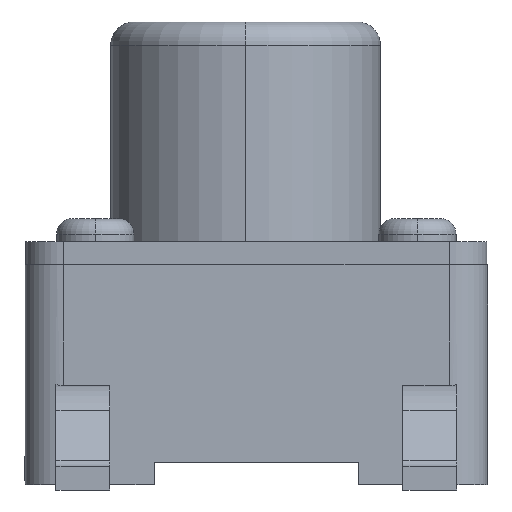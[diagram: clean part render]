
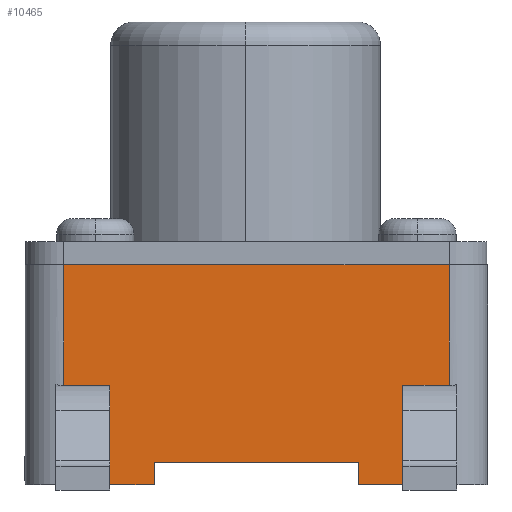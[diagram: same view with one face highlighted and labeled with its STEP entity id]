
A CAD part, left-side view. The second image highlights one B-rep face of the part: STEP entity #10465.
In plain terms, the highlighted planar face has unit normal (-1, 0, 0).
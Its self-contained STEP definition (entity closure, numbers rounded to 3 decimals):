
#10 = EDGE_CURVE ( 'NONE', #7900, #2183, #5631, .T. ) ;
#62 = LINE ( 'NONE', #1198, #3490 ) ;
#248 = DIRECTION ( 'NONE',  ( 0., 0., 1. ) ) ;
#311 = LINE ( 'NONE', #3691, #7016 ) ;
#421 = EDGE_CURVE ( 'NONE', #14855, #2205, #12029, .T. ) ;
#820 = LINE ( 'NONE', #6822, #13953 ) ;
#965 = EDGE_CURVE ( 'NONE', #1360, #5854, #2165, .T. ) ;
#1003 = DIRECTION ( 'NONE',  ( 0., -1., 0. ) ) ;
#1076 = CARTESIAN_POINT ( 'NONE',  ( -3., -1.327, 0. ) ) ;
#1142 = ORIENTED_EDGE ( 'NONE', *, *, #3570, .F. ) ;
#1198 = CARTESIAN_POINT ( 'NONE',  ( -3., 2.5, 2.85 ) ) ;
#1210 = ORIENTED_EDGE ( 'NONE', *, *, #14444, .F. ) ;
#1272 = CARTESIAN_POINT ( 'NONE',  ( -3., 1.327, 0.288 ) ) ;
#1277 = VERTEX_POINT ( 'NONE', #6926 ) ;
#1360 = VERTEX_POINT ( 'NONE', #10233 ) ;
#1424 = VECTOR ( 'NONE', #3883, 1000. ) ;
#1553 = ORIENTED_EDGE ( 'NONE', *, *, #3224, .F. ) ;
#2126 = AXIS2_PLACEMENT_3D ( 'NONE', #10116, #13663, #8810 ) ;
#2165 = LINE ( 'NONE', #11516, #8027 ) ;
#2181 = EDGE_CURVE ( 'NONE', #2368, #12113, #10683, .T. ) ;
#2183 = VERTEX_POINT ( 'NONE', #8455 ) ;
#2205 = VERTEX_POINT ( 'NONE', #13315 ) ;
#2368 = VERTEX_POINT ( 'NONE', #4700 ) ;
#2488 = LINE ( 'NONE', #2570, #12590 ) ;
#2527 = CARTESIAN_POINT ( 'NONE',  ( -3., 3., 0. ) ) ;
#2570 = CARTESIAN_POINT ( 'NONE',  ( -3., 2.6, 0.985 ) ) ;
#2576 = VERTEX_POINT ( 'NONE', #12310 ) ;
#2595 = LINE ( 'NONE', #7111, #10011 ) ;
#2885 = VECTOR ( 'NONE', #13043, 1000. ) ;
#2922 = ORIENTED_EDGE ( 'NONE', *, *, #421, .F. ) ;
#2955 = LINE ( 'NONE', #13481, #6571 ) ;
#3135 = PLANE ( 'NONE',  #2126 ) ;
#3224 = EDGE_CURVE ( 'NONE', #5034, #5474, #820, .T. ) ;
#3490 = VECTOR ( 'NONE', #13059, 1000. ) ;
#3570 = EDGE_CURVE ( 'NONE', #12113, #11275, #3996, .T. ) ;
#3691 = CARTESIAN_POINT ( 'NONE',  ( -3., 1.327, -0.288 ) ) ;
#3788 = LINE ( 'NONE', #6414, #6846 ) ;
#3883 = DIRECTION ( 'NONE',  ( 0., -1., 0. ) ) ;
#3990 = CARTESIAN_POINT ( 'NONE',  ( -3., 2.5, 0. ) ) ;
#3996 = LINE ( 'NONE', #8699, #5163 ) ;
#4009 = DIRECTION ( 'NONE',  ( 0., 0., 1. ) ) ;
#4112 = CARTESIAN_POINT ( 'NONE',  ( -3., -2.5, 1.291 ) ) ;
#4700 = CARTESIAN_POINT ( 'NONE',  ( -3., 1.9, 0.985 ) ) ;
#4780 = VECTOR ( 'NONE', #7247, 1000. ) ;
#4872 = CARTESIAN_POINT ( 'NONE',  ( -3., -2.5, 0.985 ) ) ;
#4906 = ORIENTED_EDGE ( 'NONE', *, *, #10, .T. ) ;
#4959 = LINE ( 'NONE', #6032, #2885 ) ;
#5034 = VERTEX_POINT ( 'NONE', #10943 ) ;
#5163 = VECTOR ( 'NONE', #11837, 1000. ) ;
#5474 = VERTEX_POINT ( 'NONE', #4872 ) ;
#5484 = CARTESIAN_POINT ( 'NONE',  ( -3., 1.9, 1.291 ) ) ;
#5628 = LINE ( 'NONE', #13633, #14627 ) ;
#5631 = LINE ( 'NONE', #2527, #7850 ) ;
#5854 = VERTEX_POINT ( 'NONE', #4112 ) ;
#5984 = CARTESIAN_POINT ( 'NONE',  ( -3., -1.327, 0.288 ) ) ;
#6032 = CARTESIAN_POINT ( 'NONE',  ( -3., -2.5, 2.85 ) ) ;
#6056 = DIRECTION ( 'NONE',  ( 0., 1., 0. ) ) ;
#6262 = ORIENTED_EDGE ( 'NONE', *, *, #12371, .F. ) ;
#6414 = CARTESIAN_POINT ( 'NONE',  ( -3., -1.327, -0.288 ) ) ;
#6571 = VECTOR ( 'NONE', #6692, 1000. ) ;
#6608 = ORIENTED_EDGE ( 'NONE', *, *, #2181, .F. ) ;
#6692 = DIRECTION ( 'NONE',  ( 0., 0., -1. ) ) ;
#6822 = CARTESIAN_POINT ( 'NONE',  ( -3., -2.6, 0.985 ) ) ;
#6846 = VECTOR ( 'NONE', #4009, 1000. ) ;
#6926 = CARTESIAN_POINT ( 'NONE',  ( -3., 1.327, 0.288 ) ) ;
#6955 = EDGE_LOOP ( 'NONE', ( #6262, #1210, #4906, #9723, #1553, #9325, #14886, #7160, #2922, #10447, #1142, #6608, #8201, #13429, #9450, #10120 ) ) ;
#7016 = VECTOR ( 'NONE', #11821, 1000. ) ;
#7111 = CARTESIAN_POINT ( 'NONE',  ( -3., -1.9, 2.85 ) ) ;
#7160 = ORIENTED_EDGE ( 'NONE', *, *, #10642, .T. ) ;
#7232 = CARTESIAN_POINT ( 'NONE',  ( -3., 1.9, 2.85 ) ) ;
#7247 = DIRECTION ( 'NONE',  ( 0., 0., 1. ) ) ;
#7248 = DIRECTION ( 'NONE',  ( 0., 1., 0. ) ) ;
#7270 = DIRECTION ( 'NONE',  ( 0., 0., -1. ) ) ;
#7850 = VECTOR ( 'NONE', #9597, 1000. ) ;
#7900 = VERTEX_POINT ( 'NONE', #1076 ) ;
#8027 = VECTOR ( 'NONE', #1003, 1000. ) ;
#8044 = DIRECTION ( 'NONE',  ( 0., -1., 0. ) ) ;
#8139 = VECTOR ( 'NONE', #6056, 1000. ) ;
#8201 = ORIENTED_EDGE ( 'NONE', *, *, #11928, .T. ) ;
#8319 = LINE ( 'NONE', #12008, #4780 ) ;
#8448 = CARTESIAN_POINT ( 'NONE',  ( -3., 2.5, 1.291 ) ) ;
#8455 = CARTESIAN_POINT ( 'NONE',  ( -3., -2.5, 0. ) ) ;
#8699 = CARTESIAN_POINT ( 'NONE',  ( -3., 2.6, 1.291 ) ) ;
#8810 = DIRECTION ( 'NONE',  ( 0., 1., 0. ) ) ;
#8902 = LINE ( 'NONE', #1272, #8139 ) ;
#9149 = DIRECTION ( 'NONE',  ( 0., -1., 0. ) ) ;
#9325 = ORIENTED_EDGE ( 'NONE', *, *, #14089, .F. ) ;
#9450 = ORIENTED_EDGE ( 'NONE', *, *, #9873, .T. ) ;
#9597 = DIRECTION ( 'NONE',  ( 0., -1., 0. ) ) ;
#9623 = EDGE_CURVE ( 'NONE', #2183, #5474, #8319, .T. ) ;
#9723 = ORIENTED_EDGE ( 'NONE', *, *, #9623, .T. ) ;
#9873 = EDGE_CURVE ( 'NONE', #14721, #10476, #5628, .T. ) ;
#10011 = VECTOR ( 'NONE', #7270, 1000. ) ;
#10116 = CARTESIAN_POINT ( 'NONE',  ( -3., 3., 2.85 ) ) ;
#10120 = ORIENTED_EDGE ( 'NONE', *, *, #10145, .F. ) ;
#10145 = EDGE_CURVE ( 'NONE', #1277, #10476, #311, .T. ) ;
#10233 = CARTESIAN_POINT ( 'NONE',  ( -3., -1.9, 1.291 ) ) ;
#10447 = ORIENTED_EDGE ( 'NONE', *, *, #13073, .T. ) ;
#10465 = ADVANCED_FACE ( 'NONE', ( #13587 ), #3135, .F. ) ;
#10476 = VERTEX_POINT ( 'NONE', #12195 ) ;
#10642 = EDGE_CURVE ( 'NONE', #5854, #2205, #4959, .T. ) ;
#10683 = LINE ( 'NONE', #7232, #12502 ) ;
#10943 = CARTESIAN_POINT ( 'NONE',  ( -3., -1.9, 0.985 ) ) ;
#11275 = VERTEX_POINT ( 'NONE', #8448 ) ;
#11516 = CARTESIAN_POINT ( 'NONE',  ( -3., -2.6, 1.291 ) ) ;
#11821 = DIRECTION ( 'NONE',  ( 0., 0., -1. ) ) ;
#11837 = DIRECTION ( 'NONE',  ( 0., 1., 0. ) ) ;
#11928 = EDGE_CURVE ( 'NONE', #2368, #2576, #2488, .T. ) ;
#12008 = CARTESIAN_POINT ( 'NONE',  ( -3., -2.5, 2.85 ) ) ;
#12029 = LINE ( 'NONE', #12186, #1424 ) ;
#12113 = VERTEX_POINT ( 'NONE', #5484 ) ;
#12186 = CARTESIAN_POINT ( 'NONE',  ( -3., 3., 2.85 ) ) ;
#12195 = CARTESIAN_POINT ( 'NONE',  ( -3., 1.327, 0. ) ) ;
#12310 = CARTESIAN_POINT ( 'NONE',  ( -3., 2.5, 0.985 ) ) ;
#12371 = EDGE_CURVE ( 'NONE', #15040, #1277, #8902, .T. ) ;
#12502 = VECTOR ( 'NONE', #248, 1000. ) ;
#12590 = VECTOR ( 'NONE', #7248, 1000. ) ;
#13043 = DIRECTION ( 'NONE',  ( 0., 0., 1. ) ) ;
#13059 = DIRECTION ( 'NONE',  ( 0., 0., -1. ) ) ;
#13073 = EDGE_CURVE ( 'NONE', #14855, #11275, #62, .T. ) ;
#13315 = CARTESIAN_POINT ( 'NONE',  ( -3., -2.5, 2.85 ) ) ;
#13429 = ORIENTED_EDGE ( 'NONE', *, *, #13758, .T. ) ;
#13481 = CARTESIAN_POINT ( 'NONE',  ( -3., 2.5, 2.85 ) ) ;
#13587 = FACE_OUTER_BOUND ( 'NONE', #6955, .T. ) ;
#13633 = CARTESIAN_POINT ( 'NONE',  ( -3., 3., 0. ) ) ;
#13663 = DIRECTION ( 'NONE',  ( 1., 0., 0. ) ) ;
#13758 = EDGE_CURVE ( 'NONE', #2576, #14721, #2955, .T. ) ;
#13953 = VECTOR ( 'NONE', #8044, 1000. ) ;
#14089 = EDGE_CURVE ( 'NONE', #1360, #5034, #2595, .T. ) ;
#14444 = EDGE_CURVE ( 'NONE', #7900, #15040, #3788, .T. ) ;
#14618 = CARTESIAN_POINT ( 'NONE',  ( -3., 2.5, 2.85 ) ) ;
#14627 = VECTOR ( 'NONE', #9149, 1000. ) ;
#14721 = VERTEX_POINT ( 'NONE', #3990 ) ;
#14855 = VERTEX_POINT ( 'NONE', #14618 ) ;
#14886 = ORIENTED_EDGE ( 'NONE', *, *, #965, .T. ) ;
#15040 = VERTEX_POINT ( 'NONE', #5984 ) ;
